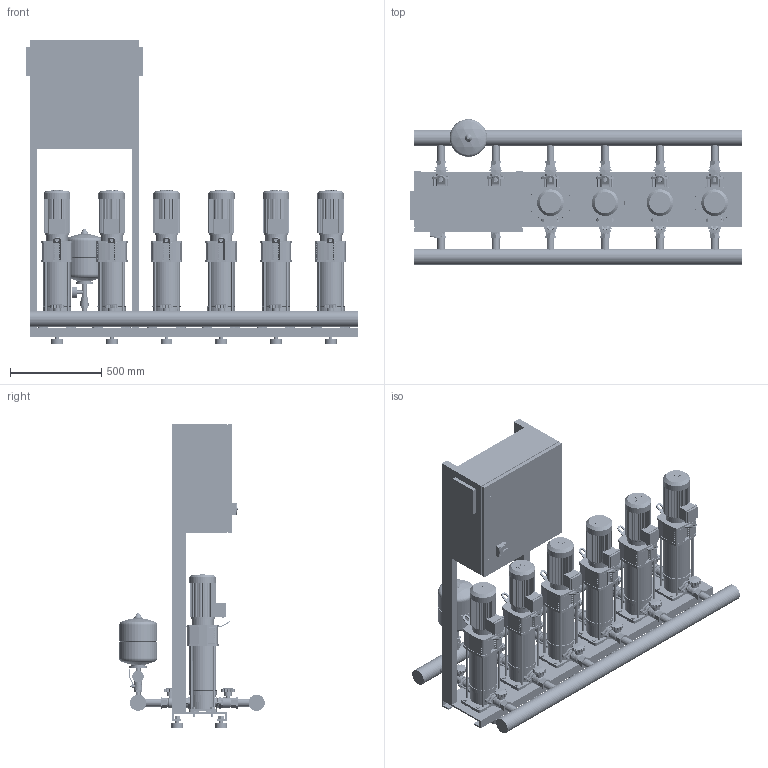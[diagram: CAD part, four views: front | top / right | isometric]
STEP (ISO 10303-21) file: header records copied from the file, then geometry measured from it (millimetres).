
FILE_DESCRIPTION((''),'2;1');
FILE_NAME('3d_CO-6HELIXV605_K_CC-01-2535368.stp','2016-01-25T07:43:50',(''),(''),'Mechanical Desktop 2009','Mechanical Desktop 2009',', , ');
FILE_SCHEMA(('CONFIG_CONTROL_DESIGN'));
Length unit declared in the file: millimetre
Products named in the file (1): Product
Bounding box: 1820 x 797.45 x 1670 mm (x, y, z)
Volume: 223443696.4 mm3; surface area: 12370073.6 mm2
Topology: 234 solids, 234 shells, 7289 faces, 18703 edges, 12294 vertices
Faces by surface type: plane 3305, cylinder 2010, bspline 1644, cone 300, torus 28, sphere 2
Entity records: 233309 total; most frequent: CARTESIAN_POINT 56713, ORIENTED_EDGE 37358, DIRECTION 34571, EDGE_CURVE 18679, VERTEX_POINT 12288, VECTOR 12263, LINE 12263, AXIS2_PLACEMENT_3D 11154
